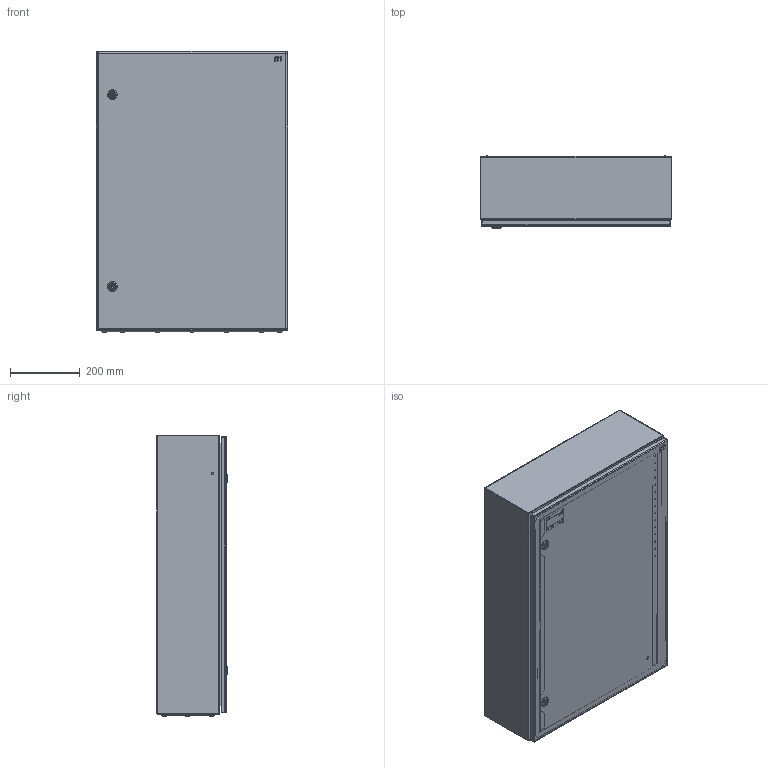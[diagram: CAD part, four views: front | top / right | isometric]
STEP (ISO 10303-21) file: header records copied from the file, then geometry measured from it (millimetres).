
FILE_DESCRIPTION((''),'2;1');
FILE_NAME('GT_80_55_20_ASM','2021-11-04T',('marketing.praksa'),('Audax d.o.o.'),'CREO PARAMETRIC BY PTC INC, 2017480','CREO PARAMETRIC BY PTC INC, 2017480','');
FILE_SCHEMA(('AUTOMOTIVE_DESIGN { 1 0 10303 214 1 1 1 1 }'));
Products named in the file (50): DRZWI_1_2_3_4_5_6_7_8_2_1_1; ZAWIAS_3_ST47_002_ELEMENT-463_1; ZAWIAS_3_ST47_002_ELEMENT-463_2; DRZWI_1_2_3_4_5_6_7_8_3_1_1; DRZWI_1_2_3_4_5_6_7_8_4_1_1; ZAWIAS_3_ST47_002_ELEMENT-463_3; DRZWI_1_2_3_4_5_6_7_8_5_1_1; 1_EB_1000-U6_H__KORPUS-46359_1_; 1_EB_1000-U6_H__WK_ADKA-46360_1; 1_EB_1000-U6_H__SRUBA-46361_1_1; DRZWI_1_2_3_4_5_6_7_8_6_1_1; 1_EB_1000-U6_H__NAKR_TKA-46363_; DRZWI_1_2_3_4_5_6_7_8_7_1_1; 1_EB_1000-U6_H__KORPUS-46365_1_; 1_EB_1000-U6_H__WK_ADKA-46366_1; 1_EB_1000-U6_H__SRUBA-46367_1_1; DRZWI_1_2_3_4_5_6_7_8_8_1_1; 1_EB_1000-U6_H__NAKR_TKA-46369_; DRZWI_1_2_3_4_5_6_7_8_9_1_1; DRZWI_1_2_3_4_5_6_7_8_10_1_1; DRZWI_1_2_3_4_5_6_7_8_11_1_1; ANSI_B27_7M_3CMI-4-46373_1_1; ANSI_B27_7M_3CMI-4-46374_1_1; DRZWI_1_2_3_4_5_6_7_8_13_1_1; DRZWI_1_2_3_4_5_6_7_8_14_1_1; ANSI_B27_7M_3CMI-4-46378_1_1; ETI_LOGO_1_1_1_1_1_2_3_4_5_1_1; ETI_LOGO_2_1_1_1_1_2_3_4_5_1_1; ETI_LOGO_3_1_1_1_1_2_3_4_5_1_1; DOOR_80-55-20_1; KOR_GT_80-55-20_1_1; PRZEPUST_1_2_3_4_5_1_1; ZAWIAS_1_2_3_4_5_1_1; TULEJA_1_2_3_4_5_1_1; PLYTA_1_2_3_4_5_1_1; NAKRETKA_M8_1_2_3_4_5_1_1; ZASLEPKA_10_7_1_2_3_4_5_1_1; SCREWS_80-55-20_1_1_1; SCREWS_80-55-20_1_2_1; SCREWS_80-55-20_1_3_1 ...
Assembly tree (60 placements, depth 2):
  GT_80_55_20_ASM
    DRZWI_1_2_3_4_5_6_7_8_2_1_1
    ZAWIAS_3_ST47_002_ELEMENT-463_1
    ZAWIAS_3_ST47_002_ELEMENT-463_2
    DRZWI_1_2_3_4_5_6_7_8_3_1_1
    DRZWI_1_2_3_4_5_6_7_8_4_1_1
    ZAWIAS_3_ST47_002_ELEMENT-463_3
    DRZWI_1_2_3_4_5_6_7_8_5_1_1
    1_EB_1000-U6_H__KORPUS-46359_1_
    1_EB_1000-U6_H__WK_ADKA-46360_1
    1_EB_1000-U6_H__SRUBA-46361_1_1
    DRZWI_1_2_3_4_5_6_7_8_6_1_1
    1_EB_1000-U6_H__NAKR_TKA-46363_
    DRZWI_1_2_3_4_5_6_7_8_7_1_1
    1_EB_1000-U6_H__KORPUS-46365_1_
    1_EB_1000-U6_H__WK_ADKA-46366_1
    1_EB_1000-U6_H__SRUBA-46367_1_1
    DRZWI_1_2_3_4_5_6_7_8_8_1_1
    1_EB_1000-U6_H__NAKR_TKA-46369_
    DRZWI_1_2_3_4_5_6_7_8_9_1_1
    DRZWI_1_2_3_4_5_6_7_8_10_1_1
    DRZWI_1_2_3_4_5_6_7_8_11_1_1
    ANSI_B27_7M_3CMI-4-46373_1_1
    ANSI_B27_7M_3CMI-4-46374_1_1
    DRZWI_1_2_3_4_5_6_7_8_13_1_1
    DRZWI_1_2_3_4_5_6_7_8_14_1_1
    ANSI_B27_7M_3CMI-4-46378_1_1
    ETI_LOGO_1_1_1_1_1_2_3_4_5_1_1
    ETI_LOGO_2_1_1_1_1_2_3_4_5_1_1
    ETI_LOGO_3_1_1_1_1_2_3_4_5_1_1
    DOOR_80-55-20_1
    KOR_GT_80-55-20_1_1
    PRZEPUST_1_2_3_4_5_1_1
    ZAWIAS_1_2_3_4_5_1_1  x3
    TULEJA_1_2_3_4_5_1_1  x4
    PLYTA_1_2_3_4_5_1_1
    NAKRETKA_M8_1_2_3_4_5_1_1  x4
    ZASLEPKA_10_7_1_2_3_4_5_1_1  x4
    SCREWS_80-55-20_1_1_1
    SCREWS_80-55-20_1_2_1
    SCREWS_80-55-20_1_3_1
    SCREWS_80-55-20_1_4_1
    SCREWS_80-55-20_1_5_1
    SCREWS_80-55-20_1_6_1
    SCREWS_80-55-20_1_7_1
    SCREWS_80-55-20_1_8_1
    SCREWS_80-55-20_1_9_1
    SCREWS_80-55-20_1_10_1
    SCREWS_80-55-20_1_11_1
    SCREWS_80-55-20_1_12_1
Bounding box: 550 x 205.72 x 807.94 mm (x, y, z)
Volume: 3227623 mm3; surface area: 4132911.5 mm2
Topology: 60 solids, 60 shells, 3199 faces, 8822 edges, 5871 vertices
Faces by surface type: plane 1388, cylinder 1203, torus 176, cone 142, extrusion 136, bspline 98, sphere 56
Entity records: 117193 total; most frequent: CARTESIAN_POINT 22622, DIRECTION 14280, ORIENTED_EDGE 13948, PRESENTATION_STYLE_ASSIGNMENT 7452, STYLED_ITEM 7452, CURVE_STYLE 6974, EDGE_CURVE 6974, AXIS2_PLACEMENT_3D 5342
